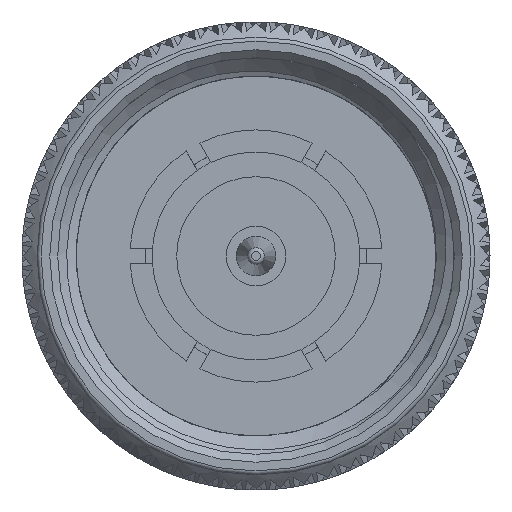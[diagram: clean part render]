
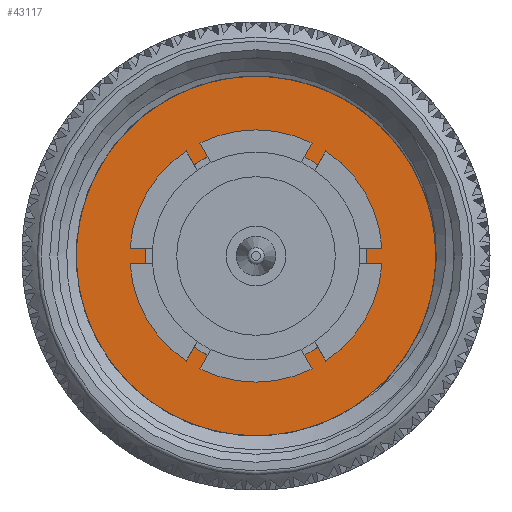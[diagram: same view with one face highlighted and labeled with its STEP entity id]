
A CAD part, left-side view. The second image highlights one B-rep face of the part: STEP entity #43117.
In plain terms, the highlighted planar face has unit normal (-1, 0, 0).
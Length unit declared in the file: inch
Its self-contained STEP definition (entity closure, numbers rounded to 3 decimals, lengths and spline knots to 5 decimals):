
#556 = CARTESIAN_POINT ( 'NONE',  ( 0.315, 0., 0. ) ) ;
#1226 = FACE_OUTER_BOUND ( 'NONE', #49265, .T. ) ;
#1675 = DIRECTION ( 'NONE',  ( -1., 0., 0. ) ) ;
#3373 = CARTESIAN_POINT ( 'NONE',  ( 0.315, 0.25, 0. ) ) ;
#4427 = DIRECTION ( 'NONE',  ( -1., 0., 0. ) ) ;
#5107 = CARTESIAN_POINT ( 'NONE',  ( 0.315, -0.24311, -0.05542 ) ) ;
#5174 = CIRCLE ( 'NONE', #75595, 0.25 ) ;
#5392 = CARTESIAN_POINT ( 'NONE',  ( 0.315, -0.17936, -0.16566 ) ) ;
#5688 = CARTESIAN_POINT ( 'NONE',  ( 0.315, -0.11279, -0.21284 ) ) ;
#6108 = LINE ( 'NONE', #556, #33144 ) ;
#6135 = B_SPLINE_CURVE_WITH_KNOTS ( 'NONE', 3,
 ( #75214, #20827, #88771, #20236, #47540, #34387 ),
 .UNSPECIFIED., .F., .F.,
 ( 4, 2, 4 ),
 ( 0., 0.00189, 0.00378 ),
 .UNSPECIFIED. ) ;
#7150 = CARTESIAN_POINT ( 'NONE',  ( 0.315, 0.2268, 0. ) ) ;
#7589 = CARTESIAN_POINT ( 'NONE',  ( 0.315, 0.17973, -0.13833 ) ) ;
#7694 = CARTESIAN_POINT ( 'NONE',  ( 0.315, 0., 0. ) ) ;
#8898 = DIRECTION ( 'NONE',  ( 0., -1., 0. ) ) ;
#12362 = CARTESIAN_POINT ( 'NONE',  ( 0.315, -0.24791, -0.03227 ) ) ;
#12663 = CARTESIAN_POINT ( 'NONE',  ( 0.315, -0.01084, -0.23625 ) ) ;
#13258 = VERTEX_POINT ( 'NONE', #76606 ) ;
#16417 = ORIENTED_EDGE ( 'NONE', *, *, #67960, .T. ) ;
#16736 = ORIENTED_EDGE ( 'NONE', *, *, #32290, .T. ) ;
#17167 = ORIENTED_EDGE ( 'NONE', *, *, #53142, .F. ) ;
#18708 = CARTESIAN_POINT ( 'NONE',  ( 0.315, 0.14024, -0.18174 ) ) ;
#19020 = CARTESIAN_POINT ( 'NONE',  ( 0.315, -0.08002, -0.22563 ) ) ;
#19213 = DIRECTION ( 'NONE',  ( 0., -1., 0. ) ) ;
#19325 = CARTESIAN_POINT ( 'NONE',  ( 0.315, -0.2023, -0.13917 ) ) ;
#19611 = CARTESIAN_POINT ( 'NONE',  ( 0.315, 0.02449, -0.23471 ) ) ;
#20236 = CARTESIAN_POINT ( 'NONE',  ( 0.315, 0.20673, -0.09651 ) ) ;
#20827 = CARTESIAN_POINT ( 'NONE',  ( 0.315, 0.2268, -0.02482 ) ) ;
#23509 = CARTESIAN_POINT ( 'NONE',  ( 0.315, 0.17973, -0.13833 ) ) ;
#25644 = CARTESIAN_POINT ( 'NONE',  ( 0.315, -0.14317, -0.1955 ) ) ;
#25941 = CARTESIAN_POINT ( 'NONE',  ( 0.315, -0.21552, -0.11965 ) ) ;
#26135 = DIRECTION ( 'NONE',  ( -1., 0., 0. ) ) ;
#28005 = DIRECTION ( 'NONE',  ( 0., -1., 0. ) ) ;
#32141 = AXIS2_PLACEMENT_3D ( 'NONE', #7694, #1675, #8898 ) ;
#32290 = EDGE_CURVE ( 'NONE', #13258, #60172, #5174, .T. ) ;
#32550 = ORIENTED_EDGE ( 'NONE', *, *, #55476, .T. ) ;
#33144 = VECTOR ( 'NONE', #28005, 39.37008 ) ;
#33160 = CARTESIAN_POINT ( 'NONE',  ( 0.315, 0.09131, -0.21337 ) ) ;
#33755 = CARTESIAN_POINT ( 'NONE',  ( 0.315, -0.17094, -0.17372 ) ) ;
#34387 = CARTESIAN_POINT ( 'NONE',  ( 0.315, 0.17973, -0.13833 ) ) ;
#37684 = CIRCLE ( 'NONE', #65942, 0.139 ) ;
#39470 = CARTESIAN_POINT ( 'NONE',  ( 0.315, -0.23155, -0.08859 ) ) ;
#40025 = CARTESIAN_POINT ( 'NONE',  ( 0.315, -0.04579, -0.23348 ) ) ;
#43117 = ADVANCED_FACE ( 'NONE', ( #1226, #73351 ), #76317, .T. ) ;
#46913 = CARTESIAN_POINT ( 'NONE',  ( 0.315, -0.05727, -0.23143 ) ) ;
#47540 = CARTESIAN_POINT ( 'NONE',  ( 0.315, 0.19487, -0.11866 ) ) ;
#49265 = EDGE_LOOP ( 'NONE', ( #16736, #16417, #32550, #70768 ) ) ;
#51883 = EDGE_CURVE ( 'NONE', #88704, #13258, #76946, .T. ) ;
#53142 = EDGE_CURVE ( 'NONE', #55870, #55870, #37684, .T. ) ;
#53564 = CARTESIAN_POINT ( 'NONE',  ( 0.315, 0.11178, -0.20223 ) ) ;
#53860 = CARTESIAN_POINT ( 'NONE',  ( 0.315, -0.02259, -0.23588 ) ) ;
#54157 = CARTESIAN_POINT ( 'NONE',  ( 0.315, -0.19503, -0.1484 ) ) ;
#55476 = EDGE_CURVE ( 'NONE', #71971, #88704, #6135, .T. ) ;
#55870 = VERTEX_POINT ( 'NONE', #61098 ) ;
#58088 = CARTESIAN_POINT ( 'NONE',  ( 0.315, 0.17294, -0.148 ) ) ;
#59894 = CARTESIAN_POINT ( 'NONE',  ( 0.315, 0.08056, -0.2182 ) ) ;
#60172 = VERTEX_POINT ( 'NONE', #3373 ) ;
#61053 = CARTESIAN_POINT ( 'NONE',  ( 0.315, -0.24593, -0.04391 ) ) ;
#61098 = CARTESIAN_POINT ( 'NONE',  ( 0.315, -0.139, 0. ) ) ;
#63135 = EDGE_LOOP ( 'NONE', ( #17167 ) ) ;
#65942 = AXIS2_PLACEMENT_3D ( 'NONE', #79112, #4427, #72473 ) ;
#66802 = CARTESIAN_POINT ( 'NONE',  ( 0.315, 0.04734, -0.23019 ) ) ;
#67083 = CARTESIAN_POINT ( 'NONE',  ( 0.315, -0.15286, -0.18864 ) ) ;
#67960 = EDGE_CURVE ( 'NONE', #60172, #71971, #6108, .T. ) ;
#68160 = CARTESIAN_POINT ( 'NONE',  ( 0.315, 0., 0. ) ) ;
#70768 = ORIENTED_EDGE ( 'NONE', *, *, #51883, .T. ) ;
#71971 = VERTEX_POINT ( 'NONE', #7150 ) ;
#72473 = DIRECTION ( 'NONE',  ( 0., -1., 0. ) ) ;
#73351 = FACE_BOUND ( 'NONE', #63135, .T. ) ;
#73715 = CARTESIAN_POINT ( 'NONE',  ( 0.315, -0.09126, -0.22186 ) ) ;
#74024 = CARTESIAN_POINT ( 'NONE',  ( 0.315, -0.22135, -0.10953 ) ) ;
#74592 = CARTESIAN_POINT ( 'NONE',  ( 0.315, -0.12317, -0.20757 ) ) ;
#75214 = CARTESIAN_POINT ( 'NONE',  ( 0.315, 0.2268, 0. ) ) ;
#75595 = AXIS2_PLACEMENT_3D ( 'NONE', #68160, #26135, #19213 ) ;
#76317 = PLANE ( 'NONE',  #32141 ) ;
#76606 = CARTESIAN_POINT ( 'NONE',  ( 0.315, -0.24791, -0.03227 ) ) ;
#76946 = B_SPLINE_CURVE_WITH_KNOTS ( 'NONE', 3,
 ( #23509, #58088, #83516, #80671, #18708, #81281, #53564, #33160, #59894, #66802, #19611, #12663, #53860, #40025, #46913, #19020, #73715, #5688, #74592, #25644, #67083, #33755, #5392, #54157, #19325, #25941, #74024, #39470, #81849, #5107, #61053, #12362 ),
 .UNSPECIFIED., .F., .F.,
 ( 4, 2, 2, 2, 2, 2, 2, 2, 2, 2, 2, 2, 2, 2, 2, 4 ),
 ( 0., 0.00089, 0.00179, 0.00268, 0.00357, 0.00536, 0.00625, 0.00714, 0.00804, 0.00893, 0.00982, 0.01072, 0.01161, 0.0125, 0.0134, 0.01429 ),
 .UNSPECIFIED. ) ;
#79112 = CARTESIAN_POINT ( 'NONE',  ( 0.315, 0., 0. ) ) ;
#80671 = CARTESIAN_POINT ( 'NONE',  ( 0.315, 0.14913, -0.17387 ) ) ;
#81281 = CARTESIAN_POINT ( 'NONE',  ( 0.315, 0.12157, -0.19591 ) ) ;
#81849 = CARTESIAN_POINT ( 'NONE',  ( 0.315, -0.23591, -0.07778 ) ) ;
#83516 = CARTESIAN_POINT ( 'NONE',  ( 0.315, 0.16544, -0.15702 ) ) ;
#88704 = VERTEX_POINT ( 'NONE', #7589 ) ;
#88771 = CARTESIAN_POINT ( 'NONE',  ( 0.315, 0.2227, -0.0496 ) ) ;
